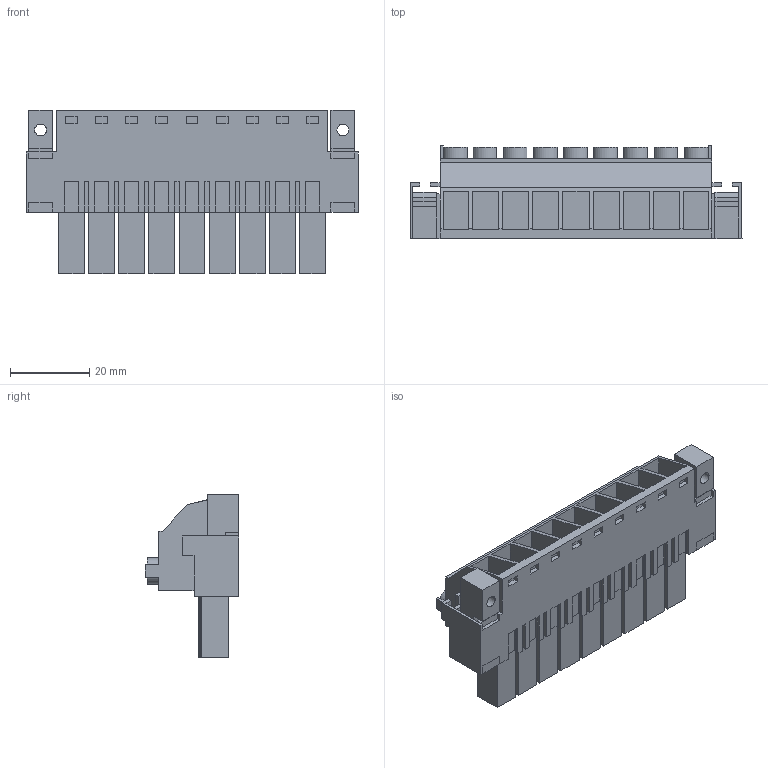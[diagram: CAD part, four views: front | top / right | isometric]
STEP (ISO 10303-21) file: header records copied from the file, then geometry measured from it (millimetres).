
FILE_DESCRIPTION(('CATIA V5 STEP Exchange','CAx-IF Rec.Pracs.--- Model Styling and Organization---1.4--- 2014-01-23'),'2;1');
FILE_NAME ('092598-2_0_1929810000_1929810000.stp','2023-05-02T08:55:56+00:00',('none'),('Weidmueller'),'CATIA Version 5-6 Release 2016 SP3 HF44','CATIA V5 STEP AP214','none');
FILE_SCHEMA(('AUTOMOTIVE_DESIGN { 1 0 10303 214 1 1 1 1 }'));
Length unit declared in the file: millimetre
Products named in the file (1): 1929810000
Bounding box: 83.82 x 23.6 x 41.2 mm (x, y, z)
Volume: 32975.9 mm3; surface area: 22704.2 mm2
Topology: 14 solids, 14 shells, 943 faces, 2549 edges, 1698 vertices
Faces by surface type: plane 835, cylinder 90, extrusion 18
Entity records: 27940 total; most frequent: CARTESIAN_POINT 5641, ORIENTED_EDGE 5098, DIRECTION 3597, EDGE_CURVE 2549, VECTOR 2351, LINE 2333, VERTEX_POINT 1698, EDGE_LOOP 1031
